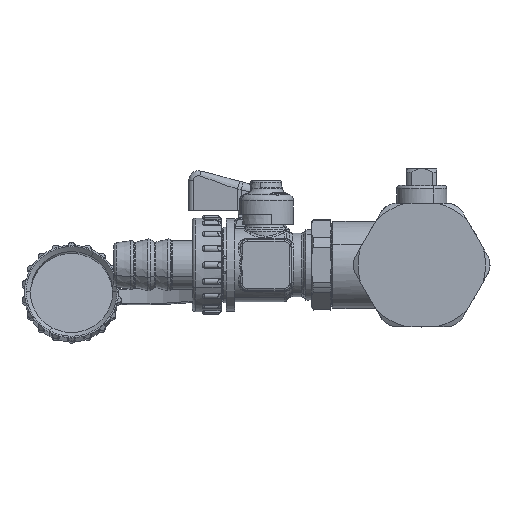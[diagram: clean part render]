
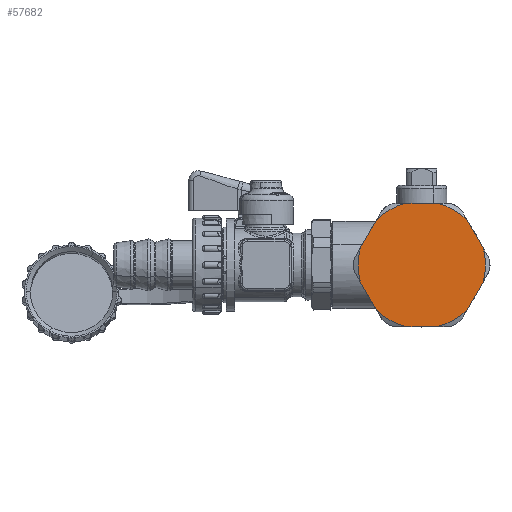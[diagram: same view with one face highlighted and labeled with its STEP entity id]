
A CAD part, left-side view. The second image highlights one B-rep face of the part: STEP entity #57682.
In plain terms, the highlighted planar face has unit normal (-1, 0, 0).
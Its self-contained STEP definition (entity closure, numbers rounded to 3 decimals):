
#56158=CARTESIAN_POINT('Vertex',(-59.1,-13.566,13.302)) ;
#56161=CARTESIAN_POINT('Line Origine',(-59.1,-15.935,9.2)) ;
#56165=CARTESIAN_POINT('Vertex',(-59.1,-18.303,5.098)) ;
#56462=CARTESIAN_POINT('Vertex',(-59.1,4.737,18.4)) ;
#56465=CARTESIAN_POINT('Line Origine',(-59.1,0.,18.4)) ;
#56469=CARTESIAN_POINT('Vertex',(-59.1,-4.737,18.4)) ;
#56664=CARTESIAN_POINT('Vertex',(-59.1,18.303,5.098)) ;
#56667=CARTESIAN_POINT('Line Origine',(-59.1,15.935,9.2)) ;
#56671=CARTESIAN_POINT('Vertex',(-59.1,13.566,13.302)) ;
#56791=CARTESIAN_POINT('Vertex',(-59.1,-18.303,-5.098)) ;
#56794=CARTESIAN_POINT('Line Origine',(-59.1,-15.935,-9.2)) ;
#56798=CARTESIAN_POINT('Vertex',(-59.1,-13.566,-13.302)) ;
#56994=CARTESIAN_POINT('Vertex',(-59.1,13.566,-13.302)) ;
#56997=CARTESIAN_POINT('Line Origine',(-59.1,15.935,-9.2)) ;
#57001=CARTESIAN_POINT('Vertex',(-59.1,18.303,-5.098)) ;
#57298=CARTESIAN_POINT('Vertex',(-59.1,-4.737,-18.4)) ;
#57301=CARTESIAN_POINT('Line Origine',(-59.1,0.,-18.4)) ;
#57305=CARTESIAN_POINT('Vertex',(-59.1,4.737,-18.4)) ;
#57626=CARTESIAN_POINT('Axis2P3D Location',(-59.1,0.,0.)) ;
#57638=CARTESIAN_POINT('Axis2P3D Location',(-59.1,17.25,0.)) ;
#57643=CARTESIAN_POINT('Axis2P3D Location',(-59.1,0.,0.)) ;
#57648=CARTESIAN_POINT('Axis2P3D Location',(-59.1,0.,0.)) ;
#57653=CARTESIAN_POINT('Axis2P3D Location',(-59.1,0.,0.)) ;
#57658=CARTESIAN_POINT('Axis2P3D Location',(-59.1,0.,0.)) ;
#57663=CARTESIAN_POINT('Axis2P3D Location',(-59.1,0.,0.)) ;
#56162=DIRECTION('Vector Direction',(0.,0.5,0.866)) ;
#56466=DIRECTION('Vector Direction',(0.,-1.,0.)) ;
#56668=DIRECTION('Vector Direction',(0.,-0.5,0.866)) ;
#56795=DIRECTION('Vector Direction',(0.,0.5,-0.866)) ;
#56998=DIRECTION('Vector Direction',(0.,-0.5,-0.866)) ;
#57302=DIRECTION('Vector Direction',(0.,1.,0.)) ;
#57627=DIRECTION('Axis2P3D Direction',(1.,-0.,0.)) ;
#57639=DIRECTION('Axis2P3D Direction',(-1.,-0.,-0.)) ;
#57640=DIRECTION('Axis2P3D XDirection',(0.,0.,-1.)) ;
#57644=DIRECTION('Axis2P3D Direction',(-1.,-0.,-0.)) ;
#57649=DIRECTION('Axis2P3D Direction',(-1.,-0.,-0.)) ;
#57654=DIRECTION('Axis2P3D Direction',(-1.,-0.,-0.)) ;
#57659=DIRECTION('Axis2P3D Direction',(-1.,-0.,-0.)) ;
#57664=DIRECTION('Axis2P3D Direction',(-1.,-0.,-0.)) ;
#57628=AXIS2_PLACEMENT_3D('Circle Axis2P3D',#57626,#57627,$) ;
#57641=AXIS2_PLACEMENT_3D('Plane Axis2P3D',#57638,#57639,#57640) ;
#57645=AXIS2_PLACEMENT_3D('Circle Axis2P3D',#57643,#57644,$) ;
#57650=AXIS2_PLACEMENT_3D('Circle Axis2P3D',#57648,#57649,$) ;
#57655=AXIS2_PLACEMENT_3D('Circle Axis2P3D',#57653,#57654,$) ;
#57660=AXIS2_PLACEMENT_3D('Circle Axis2P3D',#57658,#57659,$) ;
#57665=AXIS2_PLACEMENT_3D('Circle Axis2P3D',#57663,#57664,$) ;
#57669=ORIENTED_EDGE('',*,*,#56471,.F.) ;
#57670=ORIENTED_EDGE('',*,*,#57647,.T.) ;
#57671=ORIENTED_EDGE('',*,*,#56673,.F.) ;
#57672=ORIENTED_EDGE('',*,*,#57652,.T.) ;
#57673=ORIENTED_EDGE('',*,*,#57003,.T.) ;
#57674=ORIENTED_EDGE('',*,*,#57657,.T.) ;
#57675=ORIENTED_EDGE('',*,*,#57307,.F.) ;
#57676=ORIENTED_EDGE('',*,*,#57662,.T.) ;
#57677=ORIENTED_EDGE('',*,*,#56800,.F.) ;
#57678=ORIENTED_EDGE('',*,*,#57667,.T.) ;
#57679=ORIENTED_EDGE('',*,*,#56167,.T.) ;
#57680=ORIENTED_EDGE('',*,*,#57630,.T.) ;
#56163=VECTOR('Line Direction',#56162,1.) ;
#56467=VECTOR('Line Direction',#56466,1.) ;
#56669=VECTOR('Line Direction',#56668,1.) ;
#56796=VECTOR('Line Direction',#56795,1.) ;
#56999=VECTOR('Line Direction',#56998,1.) ;
#57303=VECTOR('Line Direction',#57302,1.) ;
#57682=ADVANCED_FACE('PartBody',(#57681),#57642,.T.) ;
#57629=CIRCLE('generated circle',#57628,19.) ;
#57646=CIRCLE('generated circle',#57645,19.) ;
#57651=CIRCLE('generated circle',#57650,19.) ;
#57656=CIRCLE('generated circle',#57655,19.) ;
#57661=CIRCLE('generated circle',#57660,19.) ;
#57666=CIRCLE('generated circle',#57665,19.) ;
#56167=EDGE_CURVE('',#56166,#56159,#56164,.T.) ;
#56471=EDGE_CURVE('',#56463,#56470,#56468,.T.) ;
#56673=EDGE_CURVE('',#56665,#56672,#56670,.T.) ;
#56800=EDGE_CURVE('',#56792,#56799,#56797,.T.) ;
#57003=EDGE_CURVE('',#57002,#56995,#57000,.T.) ;
#57307=EDGE_CURVE('',#57299,#57306,#57304,.T.) ;
#57630=EDGE_CURVE('',#56159,#56470,#57629,.F.) ;
#57647=EDGE_CURVE('',#56463,#56672,#57646,.T.) ;
#57652=EDGE_CURVE('',#56665,#57002,#57651,.T.) ;
#57657=EDGE_CURVE('',#56995,#57306,#57656,.T.) ;
#57662=EDGE_CURVE('',#57299,#56799,#57661,.T.) ;
#57667=EDGE_CURVE('',#56792,#56166,#57666,.T.) ;
#57668=EDGE_LOOP('',(#57669,#57670,#57671,#57672,#57673,#57674,#57675,#57676,#57677,#57678,#57679,#57680)) ;
#57681=FACE_OUTER_BOUND('',#57668,.T.) ;
#56164=LINE('Line',#56161,#56163) ;
#56468=LINE('Line',#56465,#56467) ;
#56670=LINE('Line',#56667,#56669) ;
#56797=LINE('Line',#56794,#56796) ;
#57000=LINE('Line',#56997,#56999) ;
#57304=LINE('Line',#57301,#57303) ;
#57642=PLANE('',#57641) ;
#56159=VERTEX_POINT('',#56158) ;
#56166=VERTEX_POINT('',#56165) ;
#56463=VERTEX_POINT('',#56462) ;
#56470=VERTEX_POINT('',#56469) ;
#56665=VERTEX_POINT('',#56664) ;
#56672=VERTEX_POINT('',#56671) ;
#56792=VERTEX_POINT('',#56791) ;
#56799=VERTEX_POINT('',#56798) ;
#56995=VERTEX_POINT('',#56994) ;
#57002=VERTEX_POINT('',#57001) ;
#57299=VERTEX_POINT('',#57298) ;
#57306=VERTEX_POINT('',#57305) ;
